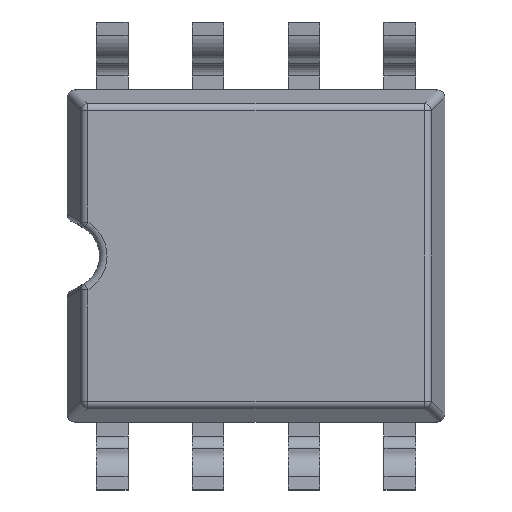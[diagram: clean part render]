
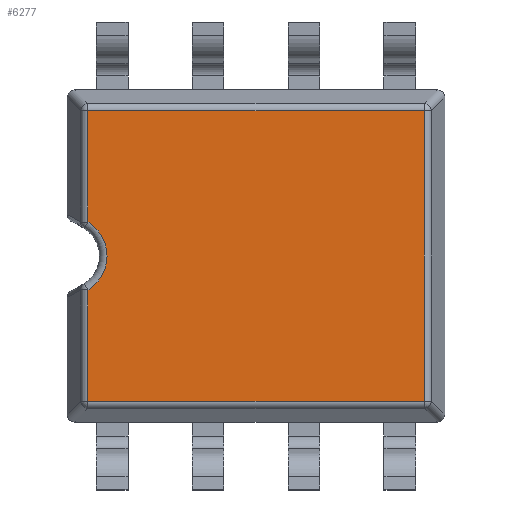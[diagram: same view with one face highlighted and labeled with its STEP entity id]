
A CAD part, front view. The second image highlights one B-rep face of the part: STEP entity #6277.
In plain terms, the highlighted planar face has unit normal (0, -1, 0).
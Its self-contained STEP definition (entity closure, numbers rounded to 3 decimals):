
#394 = LINE ( 'NONE', #1319, #7898 ) ;
#428 = EDGE_CURVE ( 'NONE', #6693, #2969, #394, .T. ) ;
#578 = VECTOR ( 'NONE', #5480, 1000. ) ;
#655 = EDGE_CURVE ( 'NONE', #6170, #6511, #5243, .T. ) ;
#734 = DIRECTION ( 'NONE',  ( 0., 0., 1. ) ) ;
#1319 = CARTESIAN_POINT ( 'NONE',  ( 2.226, 0., 2. ) ) ;
#1547 = EDGE_CURVE ( 'NONE', #2686, #3937, #4930, .T. ) ;
#1796 = CARTESIAN_POINT ( 'NONE',  ( 0., 0., 0. ) ) ;
#1915 = ORIENTED_EDGE ( 'NONE', *, *, #5005, .T. ) ;
#1986 = FACE_OUTER_BOUND ( 'NONE', #3568, .T. ) ;
#2686 = VERTEX_POINT ( 'NONE', #7286 ) ;
#2722 = CARTESIAN_POINT ( 'NONE',  ( -2.226, 0., 0.45 ) ) ;
#2835 = AXIS2_PLACEMENT_3D ( 'NONE', #1796, #4836, #4941 ) ;
#2907 = CARTESIAN_POINT ( 'NONE',  ( -2.226, 0., -1.926 ) ) ;
#2969 = VERTEX_POINT ( 'NONE', #3959 ) ;
#3089 = DIRECTION ( 'NONE',  ( 0., 0., -1. ) ) ;
#3239 = EDGE_CURVE ( 'NONE', #6511, #2686, #3745, .T. ) ;
#3312 = AXIS2_PLACEMENT_3D ( 'NONE', #7899, #4700, #7806 ) ;
#3568 = EDGE_LOOP ( 'NONE', ( #3620, #7793, #5053, #1915, #3794, #6675 ) ) ;
#3620 = ORIENTED_EDGE ( 'NONE', *, *, #655, .T. ) ;
#3640 = CARTESIAN_POINT ( 'NONE',  ( -2.3, 0., 1.926 ) ) ;
#3745 = CIRCLE ( 'NONE', #3312, 0.527 ) ;
#3794 = ORIENTED_EDGE ( 'NONE', *, *, #428, .T. ) ;
#3812 = EDGE_CURVE ( 'NONE', #2969, #6170, #6131, .T. ) ;
#3937 = VERTEX_POINT ( 'NONE', #2907 ) ;
#3959 = CARTESIAN_POINT ( 'NONE',  ( 2.226, 0., 1.926 ) ) ;
#4099 = CARTESIAN_POINT ( 'NONE',  ( -2.226, 0., 1.926 ) ) ;
#4557 = DIRECTION ( 'NONE',  ( 1., 0., 0. ) ) ;
#4700 = DIRECTION ( 'NONE',  ( 0., 1., 0. ) ) ;
#4712 = CARTESIAN_POINT ( 'NONE',  ( 2.226, 0., -1.926 ) ) ;
#4836 = DIRECTION ( 'NONE',  ( 0., 1., 0. ) ) ;
#4930 = LINE ( 'NONE', #6585, #5310 ) ;
#4941 = DIRECTION ( 'NONE',  ( 0., 0., 1. ) ) ;
#5005 = EDGE_CURVE ( 'NONE', #3937, #6693, #7067, .T. ) ;
#5053 = ORIENTED_EDGE ( 'NONE', *, *, #1547, .T. ) ;
#5218 = VECTOR ( 'NONE', #4557, 1000. ) ;
#5243 = LINE ( 'NONE', #7301, #578 ) ;
#5310 = VECTOR ( 'NONE', #3089, 1000. ) ;
#5480 = DIRECTION ( 'NONE',  ( 0., 0., -1. ) ) ;
#6122 = PLANE ( 'NONE',  #2835 ) ;
#6131 = LINE ( 'NONE', #3640, #7508 ) ;
#6170 = VERTEX_POINT ( 'NONE', #4099 ) ;
#6277 = ADVANCED_FACE ( 'NONE', ( #1986 ), #6122, .F. ) ;
#6416 = CARTESIAN_POINT ( 'NONE',  ( 2.3, 0., -1.926 ) ) ;
#6511 = VERTEX_POINT ( 'NONE', #2722 ) ;
#6585 = CARTESIAN_POINT ( 'NONE',  ( -2.226, 0., -2. ) ) ;
#6620 = DIRECTION ( 'NONE',  ( -1., 0., 0. ) ) ;
#6675 = ORIENTED_EDGE ( 'NONE', *, *, #3812, .T. ) ;
#6693 = VERTEX_POINT ( 'NONE', #4712 ) ;
#7067 = LINE ( 'NONE', #6416, #5218 ) ;
#7286 = CARTESIAN_POINT ( 'NONE',  ( -2.226, 0., -0.45 ) ) ;
#7301 = CARTESIAN_POINT ( 'NONE',  ( -2.226, 0., -2. ) ) ;
#7508 = VECTOR ( 'NONE', #6620, 1000. ) ;
#7793 = ORIENTED_EDGE ( 'NONE', *, *, #3239, .T. ) ;
#7806 = DIRECTION ( 'NONE',  ( 0., 0., 1. ) ) ;
#7898 = VECTOR ( 'NONE', #734, 1000. ) ;
#7899 = CARTESIAN_POINT ( 'NONE',  ( -2.5, 0., 0. ) ) ;
